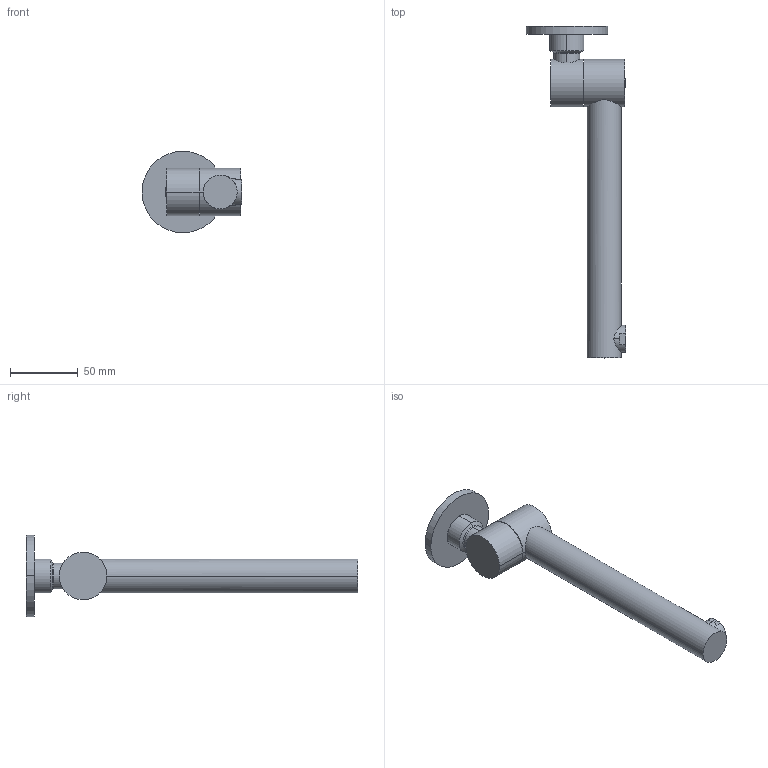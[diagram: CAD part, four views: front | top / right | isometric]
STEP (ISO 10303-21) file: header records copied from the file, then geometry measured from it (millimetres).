
FILE_DESCRIPTION((''),'2;1');
FILE_NAME('AA-RB054CP_ASM','2022-02-22T',('Administrator'),(''),'PRO/ENGINEER BY PARAMETRIC TECHNOLOGY CORPORATION, 2010280','PRO/ENGINEER BY PARAMETRIC TECHNOLOGY CORPORATION, 2010280','');
FILE_SCHEMA(('AUTOMOTIVE_DESIGN_CC2 { 1 2 10303 214 -1 1 5 2 }'));
Length unit declared in the file: millimetre
Products named in the file (18): ABG18-01; ABG18-04; AA-RB054CP-01_ASM; PTWP0063-XX; ABG18-06; ABG18-07; AA-RB054CP-02_ASM; PTMB0177-P1; AA-RB054CP-04; PTRR0083-XX; PTRR0032-XX; PTRR0012-XX; AA-RB054CP-05; NEIXIN; PIAN; AA-RB054CP-05_ASM; PTCP0031-P1; AA-RB054CP_ASM
Assembly tree (21 placements, depth 3):
  AA-RB054CP_ASM
    AA-RB054CP-01_ASM
      ABG18-01
      ABG18-04
    PTWP0063-XX  x2
    AA-RB054CP-02_ASM
      ABG18-06
      ABG18-07
    PTMB0177-P1
    AA-RB054CP-04
    PTRR0083-XX
    PTRR0032-XX  x4
    PTRR0012-XX
    AA-RB054CP-05_ASM
      AA-RB054CP-05
      NEIXIN
      PIAN
    PTCP0031-P1
Bounding box: 73.5 x 244.25 x 60 mm (x, y, z)
Volume: 86805.6 mm3; surface area: 63902.5 mm2
Topology: 18 solids, 18 shells, 334 faces, 720 edges, 439 vertices
Faces by surface type: cylinder 127, plane 81, torus 44, cone 40, bspline 28, sphere 14
Entity records: 10974 total; most frequent: CARTESIAN_POINT 3072, DIRECTION 1628, ORIENTED_EDGE 1356, AXIS2_PLACEMENT_3D 716, EDGE_CURVE 678, VERTEX_POINT 419, CIRCLE 382, EDGE_LOOP 367
